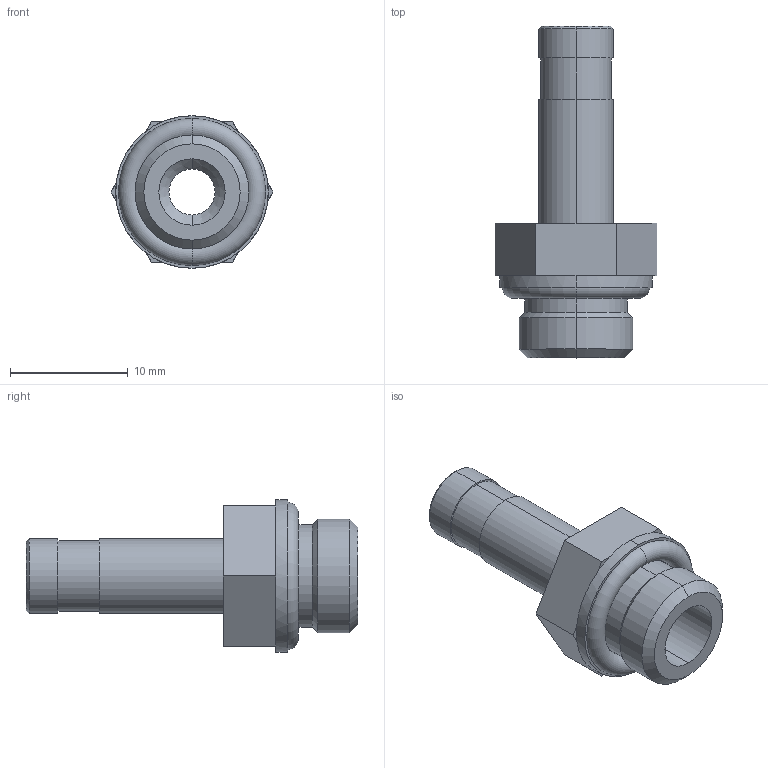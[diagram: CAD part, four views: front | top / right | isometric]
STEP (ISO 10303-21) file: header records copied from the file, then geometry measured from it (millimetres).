
FILE_DESCRIPTION (( 'STEP AP203' ), '1' );
FILE_NAME ('SA14-18N.step', '2016-02-15T19:55:04', ( '' ), ( '' ), 'SwSTEP 2.0', 'SolidWorks 2015', '' );
FILE_SCHEMA (( 'CONFIG_CONTROL_DESIGN' ));
Length unit declared in the file: millimetre
Products named in the file (1): SA14-18N
Bounding box: 13.74 x 28.18 x 12.95 mm (x, y, z)
Volume: 1195.5 mm3; surface area: 1568.8 mm2
Topology: 2 solids, 2 shells, 52 faces, 110 edges, 64 vertices
Faces by surface type: plane 24, cylinder 16, cone 8, torus 4
Entity records: 1469 total; most frequent: DIRECTION 272, CARTESIAN_POINT 227, ORIENTED_EDGE 220, EDGE_CURVE 110, AXIS2_PLACEMENT_3D 109, VERTEX_POINT 64, EDGE_LOOP 58, CIRCLE 56
